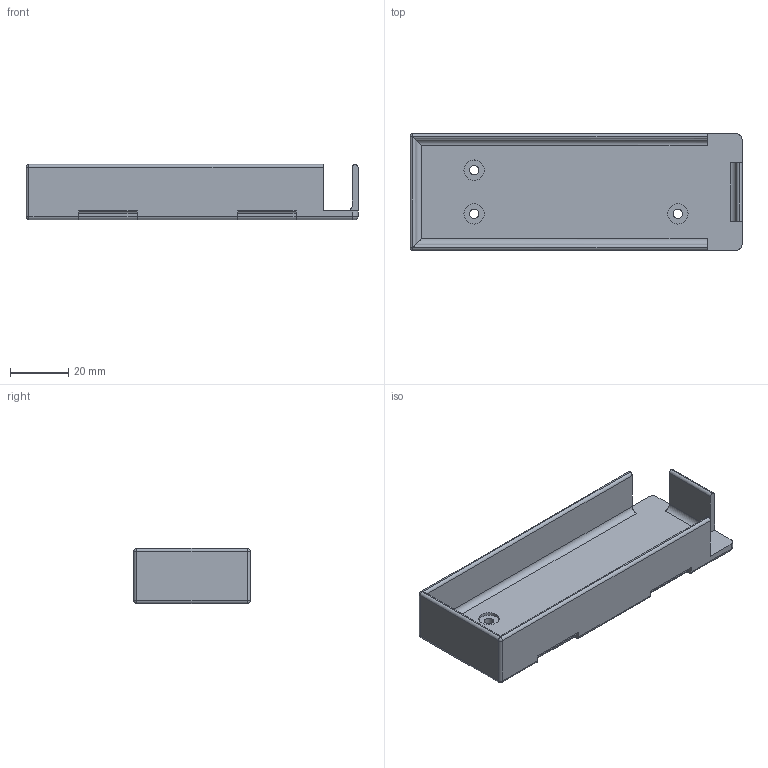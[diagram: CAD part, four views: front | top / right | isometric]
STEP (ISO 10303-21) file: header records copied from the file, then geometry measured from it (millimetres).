
FILE_DESCRIPTION (( 'STEP AP214' ), '1' );
FILE_NAME ('萇喀碟党淏.STEP', '2022-03-12T17:19:37', ( '' ), ( '' ), 'SwSTEP 2.0', 'SolidWorks 2020', '' );
FILE_SCHEMA (( 'AUTOMOTIVE_DESIGN' ));
Length unit declared in the file: millimetre
Products named in the file (1): 萇喀碟党淏
Bounding box: 114 x 40 x 19 mm (x, y, z)
Volume: 21521.7 mm3; surface area: 17970.8 mm2
Topology: 1 solids, 1 shells, 83 faces, 216 edges, 134 vertices
Faces by surface type: cylinder 44, plane 33, sphere 4, torus 2
Entity records: 2558 total; most frequent: DIRECTION 458, CARTESIAN_POINT 442, ORIENTED_EDGE 424, EDGE_CURVE 212, AXIS2_PLACEMENT_3D 166, VERTEX_POINT 134, VECTOR 126, LINE 126
